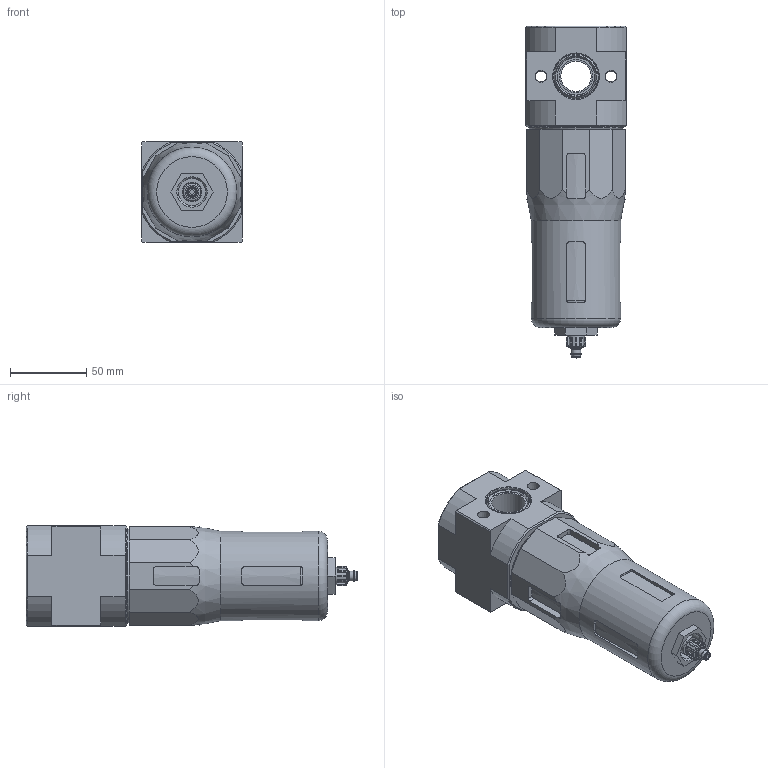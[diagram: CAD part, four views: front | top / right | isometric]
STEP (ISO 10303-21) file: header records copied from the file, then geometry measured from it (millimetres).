
FILE_DESCRIPTION(/* description */ ('STEP AP214'),/* implementation_level */ '2;1');
FILE_NAME(/* name */ '546448_LFMB-D-MAXI-U',/* time_stamp */ '2024-09-03T17:13:56+02:00',/* author */ ('License CC BY-ND 4.0'),/* organization */ ('CADENAS'),/* preprocessor_version */ 'ST-DEVELOPER v19.3',/* originating_system */ 'PARTsolutions',/* authorisation */ ' ');
FILE_SCHEMA (('AUTOMOTIVE_DESIGN {1 0 10303 214 3 1 1}'));
Length unit declared in the file: millimetre
Products named in the file (3): 546448 LFMB-D-MAXI-U; 126045 LFMB-D-MAXI; 648415 LF
Assembly tree (2 placements, depth 2):
  546448 LFMB-D-MAXI-U
    126045 LFMB-D-MAXI
    648415 LF
Bounding box: 66 x 218 x 66 mm (x, y, z)
Volume: 621450.7 mm3; surface area: 60956.3 mm2
Topology: 2 solids, 2 shells, 244 faces, 631 edges, 409 vertices
Faces by surface type: plane 129, cylinder 67, cone 31, torus 17
Full cylindrical faces by diameter (mm): 3 x1, 5.6 x1, 6.4 x1, 6.8 x1, 7.1 x1, 9 x1, 11.2 x1, 12.6 x1, 18 x1, 22 x1, 30 x2, 58.8 x1, 62 x2
Entity records: 8679 total; most frequent: CARTESIAN_POINT 1769, ORIENTED_EDGE 1156, DIRECTION 1100, EDGE_CURVE 578, AXIS2_PLACEMENT_3D 419, VERTEX_POINT 400, EDGE_LOOP 314, FACE_BOUND 314
